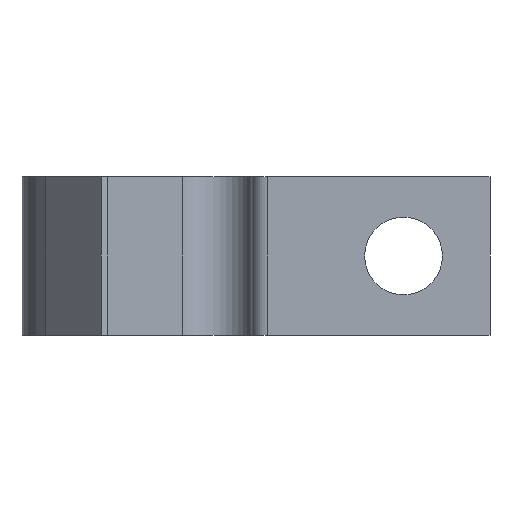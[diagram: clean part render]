
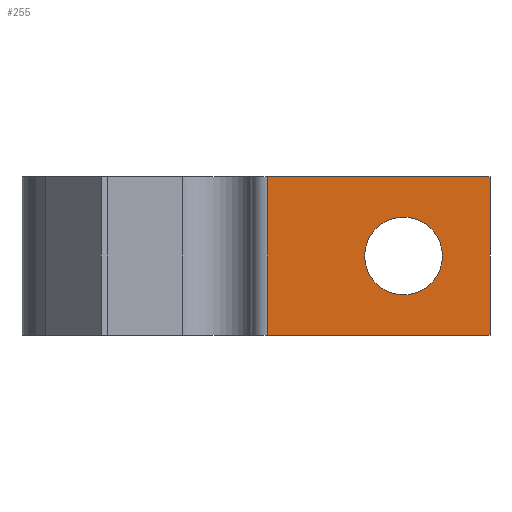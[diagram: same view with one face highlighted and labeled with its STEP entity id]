
A CAD part, front view. The second image highlights one B-rep face of the part: STEP entity #255.
In plain terms, the highlighted planar face has unit normal (0, -1, 0).
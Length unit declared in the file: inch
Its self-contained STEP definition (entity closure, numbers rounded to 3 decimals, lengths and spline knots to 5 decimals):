
#14 = VERTEX_POINT ( 'NONE', #172 ) ;
#92 = EDGE_CURVE ( 'NONE', #231, #198, #520, .T. ) ;
#93 = ORIENTED_EDGE ( 'NONE', *, *, #182, .F. ) ;
#101 = EDGE_CURVE ( 'NONE', #198, #177, #511, .T. ) ;
#152 = ORIENTED_EDGE ( 'NONE', *, *, #228, .F. ) ;
#172 = CARTESIAN_POINT ( 'NONE',  ( -0.158, 0., 0.1 ) ) ;
#177 = VERTEX_POINT ( 'NONE', #607 ) ;
#182 = EDGE_CURVE ( 'NONE', #14, #183, #670, .T. ) ;
#183 = VERTEX_POINT ( 'NONE', #665 ) ;
#198 = VERTEX_POINT ( 'NONE', #633 ) ;
#214 = EDGE_CURVE ( 'NONE', #215, #177, #674, .T. ) ;
#215 = VERTEX_POINT ( 'NONE', #724 ) ;
#228 = EDGE_CURVE ( 'NONE', #183, #14, #716, .T. ) ;
#229 = ORIENTED_EDGE ( 'NONE', *, *, #230, .F. ) ;
#230 = EDGE_CURVE ( 'NONE', #231, #215, #711, .T. ) ;
#231 = VERTEX_POINT ( 'NONE', #707 ) ;
#232 = ORIENTED_EDGE ( 'NONE', *, *, #92, .T. ) ;
#233 = ORIENTED_EDGE ( 'NONE', *, *, #101, .T. ) ;
#246 = EDGE_LOOP ( 'NONE', ( #280, #229, #232, #233 ) ) ;
#255 = ADVANCED_FACE ( 'NONE', ( #823, #822 ), #821, .T. ) ;
#256 = EDGE_LOOP ( 'NONE', ( #93, #152 ) ) ;
#280 = ORIENTED_EDGE ( 'NONE', *, *, #214, .F. ) ;
#503 = DIRECTION ( 'NONE',  ( 0., 0., -1. ) ) ;
#504 = VECTOR ( 'NONE', #503, 39.37008 ) ;
#505 = CARTESIAN_POINT ( 'NONE',  ( -0.28, 0., 0.2 ) ) ;
#511 = LINE ( 'NONE', #505, #504 ) ;
#517 = DIRECTION ( 'NONE',  ( -1., 0., 0. ) ) ;
#518 = VECTOR ( 'NONE', #517, 39.37008 ) ;
#519 = CARTESIAN_POINT ( 'NONE',  ( 0., 0., 0.2 ) ) ;
#520 = LINE ( 'NONE', #519, #518 ) ;
#607 = CARTESIAN_POINT ( 'NONE',  ( -0.28, 0., 0. ) ) ;
#633 = CARTESIAN_POINT ( 'NONE',  ( -0.28, 0., 0.2 ) ) ;
#665 = CARTESIAN_POINT ( 'NONE',  ( -0.06, 0., 0.1 ) ) ;
#666 = DIRECTION ( 'NONE',  ( 1., 0., 0. ) ) ;
#667 = DIRECTION ( 'NONE',  ( 0., -1., 0. ) ) ;
#668 = CARTESIAN_POINT ( 'NONE',  ( -0.109, 0., 0.1 ) ) ;
#669 = AXIS2_PLACEMENT_3D ( 'NONE', #668, #667, #666 ) ;
#670 = CIRCLE ( 'NONE', #669, 0.049 ) ;
#671 = DIRECTION ( 'NONE',  ( -1., 0., 0. ) ) ;
#672 = VECTOR ( 'NONE', #671, 39.37008 ) ;
#673 = CARTESIAN_POINT ( 'NONE',  ( 0., 0., 0. ) ) ;
#674 = LINE ( 'NONE', #673, #672 ) ;
#707 = CARTESIAN_POINT ( 'NONE',  ( 0., 0., 0.2 ) ) ;
#708 = DIRECTION ( 'NONE',  ( 0., 0., -1. ) ) ;
#709 = VECTOR ( 'NONE', #708, 39.37008 ) ;
#710 = CARTESIAN_POINT ( 'NONE',  ( 0., 0., 0.2 ) ) ;
#711 = LINE ( 'NONE', #710, #709 ) ;
#712 = DIRECTION ( 'NONE',  ( 1., 0., 0. ) ) ;
#713 = DIRECTION ( 'NONE',  ( 0., -1., 0. ) ) ;
#714 = CARTESIAN_POINT ( 'NONE',  ( -0.109, 0., 0.1 ) ) ;
#715 = AXIS2_PLACEMENT_3D ( 'NONE', #714, #713, #712 ) ;
#716 = CIRCLE ( 'NONE', #715, 0.049 ) ;
#724 = CARTESIAN_POINT ( 'NONE',  ( 0., 0., 0. ) ) ;
#817 = DIRECTION ( 'NONE',  ( 1., 0., 0. ) ) ;
#818 = DIRECTION ( 'NONE',  ( 0., -1., 0. ) ) ;
#819 = CARTESIAN_POINT ( 'NONE',  ( 0., 0., 0.2 ) ) ;
#820 = AXIS2_PLACEMENT_3D ( 'NONE', #819, #818, #817 ) ;
#821 = PLANE ( 'NONE',  #820 ) ;
#822 = FACE_OUTER_BOUND ( 'NONE', #246, .T. ) ;
#823 = FACE_BOUND ( 'NONE', #256, .T. ) ;
